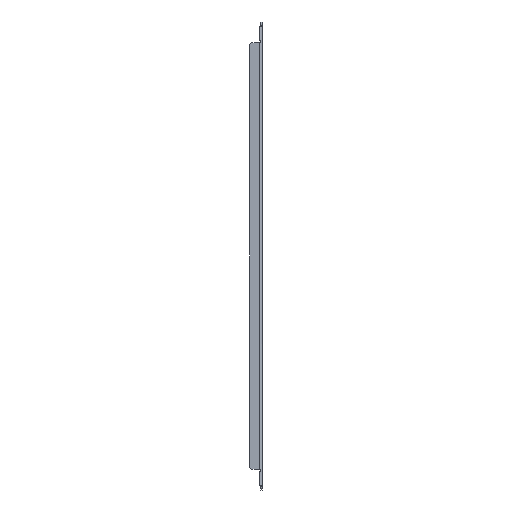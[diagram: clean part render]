
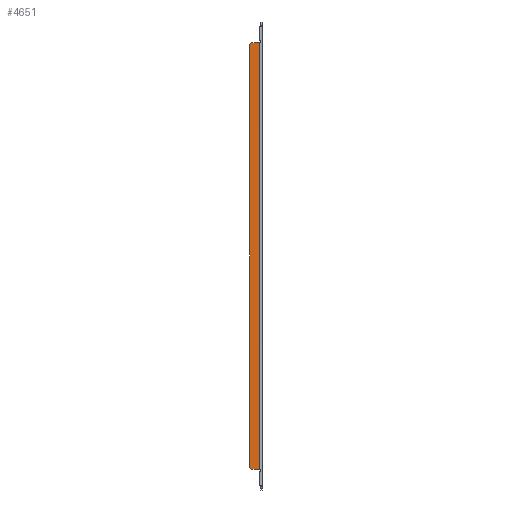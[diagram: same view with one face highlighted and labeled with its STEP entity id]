
A CAD part, left-side view. The second image highlights one B-rep face of the part: STEP entity #4651.
In plain terms, the highlighted planar face has unit normal (-1, 0, 0).
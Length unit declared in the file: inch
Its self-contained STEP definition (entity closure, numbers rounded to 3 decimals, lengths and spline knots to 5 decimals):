
#52 = EDGE_CURVE ( 'NONE', #919, #1840, #4711, .T. ) ;
#63 = AXIS2_PLACEMENT_3D ( 'NONE', #4141, #840, #3817 ) ;
#198 = DIRECTION ( 'NONE',  ( 0., 0., -1. ) ) ;
#206 = CARTESIAN_POINT ( 'NONE',  ( -7.085, 0.75, -14.085 ) ) ;
#442 = CARTESIAN_POINT ( 'NONE',  ( -7.085, 0.75, -12.725 ) ) ;
#498 = VERTEX_POINT ( 'NONE', #999 ) ;
#639 = CARTESIAN_POINT ( 'NONE',  ( -7.085, 0.75, 12.725 ) ) ;
#649 = EDGE_CURVE ( 'NONE', #3794, #3516, #3345, .T. ) ;
#665 = CARTESIAN_POINT ( 'NONE',  ( -7.085, 0.625, 12.85 ) ) ;
#685 = ORIENTED_EDGE ( 'NONE', *, *, #4769, .T. ) ;
#713 = DIRECTION ( 'NONE',  ( 1., 0., 0. ) ) ;
#717 = LINE ( 'NONE', #442, #2201 ) ;
#811 = VERTEX_POINT ( 'NONE', #2460 ) ;
#840 = DIRECTION ( 'NONE',  ( 1., 0., 0. ) ) ;
#860 = FACE_OUTER_BOUND ( 'NONE', #4393, .T. ) ;
#919 = VERTEX_POINT ( 'NONE', #665 ) ;
#999 = CARTESIAN_POINT ( 'NONE',  ( -7.085, 0.625, -12.85 ) ) ;
#1012 = VECTOR ( 'NONE', #4633, 39.37008 ) ;
#1050 = ORIENTED_EDGE ( 'NONE', *, *, #3696, .T. ) ;
#1133 = AXIS2_PLACEMENT_3D ( 'NONE', #1207, #2262, #3410 ) ;
#1207 = CARTESIAN_POINT ( 'NONE',  ( -7.085, 0.171, 12.9125 ) ) ;
#1476 = ORIENTED_EDGE ( 'NONE', *, *, #3285, .F. ) ;
#1531 = CARTESIAN_POINT ( 'NONE',  ( -7.085, 0.143, -12.85662 ) ) ;
#1702 = DIRECTION ( 'NONE',  ( 0., 0., -1. ) ) ;
#1840 = VERTEX_POINT ( 'NONE', #3526 ) ;
#1894 = ORIENTED_EDGE ( 'NONE', *, *, #2344, .F. ) ;
#1906 = VECTOR ( 'NONE', #198, 39.37008 ) ;
#1929 = VERTEX_POINT ( 'NONE', #4401 ) ;
#2022 = LINE ( 'NONE', #206, #2399 ) ;
#2027 = EDGE_CURVE ( 'NONE', #1929, #498, #3553, .T. ) ;
#2116 = DIRECTION ( 'NONE',  ( 0., 1., 0. ) ) ;
#2181 = ORIENTED_EDGE ( 'NONE', *, *, #3001, .T. ) ;
#2201 = VECTOR ( 'NONE', #4458, 39.37008 ) ;
#2262 = DIRECTION ( 'NONE',  ( 1., 0., 0. ) ) ;
#2268 = CIRCLE ( 'NONE', #1133, 0.0625 ) ;
#2344 = EDGE_CURVE ( 'NONE', #498, #811, #717, .T. ) ;
#2399 = VECTOR ( 'NONE', #1702, 39.37008 ) ;
#2460 = CARTESIAN_POINT ( 'NONE',  ( -7.085, 0.75, -12.725 ) ) ;
#2617 = ORIENTED_EDGE ( 'NONE', *, *, #52, .F. ) ;
#2711 = CARTESIAN_POINT ( 'NONE',  ( -7.085, 0.171, 12.85 ) ) ;
#2854 = CARTESIAN_POINT ( 'NONE',  ( -7.085, 0.75, -12.85 ) ) ;
#2866 = VECTOR ( 'NONE', #2950, 39.37008 ) ;
#2918 = PLANE ( 'NONE',  #4166 ) ;
#2950 = DIRECTION ( 'NONE',  ( 0., -0.707, 0.707 ) ) ;
#3001 = EDGE_CURVE ( 'NONE', #1929, #3516, #4109, .T. ) ;
#3089 = CARTESIAN_POINT ( 'NONE',  ( -7.085, 0.143, 13.888 ) ) ;
#3224 = VERTEX_POINT ( 'NONE', #639 ) ;
#3281 = DIRECTION ( 'NONE',  ( 0., 1., 0. ) ) ;
#3285 = EDGE_CURVE ( 'NONE', #3224, #919, #4111, .T. ) ;
#3345 = LINE ( 'NONE', #3089, #1906 ) ;
#3363 = ORIENTED_EDGE ( 'NONE', *, *, #649, .F. ) ;
#3410 = DIRECTION ( 'NONE',  ( 0., 1., 0. ) ) ;
#3516 = VERTEX_POINT ( 'NONE', #1531 ) ;
#3526 = CARTESIAN_POINT ( 'NONE',  ( -7.085, 0.171, 12.85 ) ) ;
#3553 = LINE ( 'NONE', #2854, #4422 ) ;
#3696 = EDGE_CURVE ( 'NONE', #3224, #811, #2022, .T. ) ;
#3715 = CARTESIAN_POINT ( 'NONE',  ( -7.085, 0.625, 12.85 ) ) ;
#3726 = ORIENTED_EDGE ( 'NONE', *, *, #2027, .F. ) ;
#3794 = VERTEX_POINT ( 'NONE', #4343 ) ;
#3817 = DIRECTION ( 'NONE',  ( 0., 1., 0. ) ) ;
#4109 = CIRCLE ( 'NONE', #63, 0.0625 ) ;
#4111 = LINE ( 'NONE', #3715, #2866 ) ;
#4141 = CARTESIAN_POINT ( 'NONE',  ( -7.085, 0.171, -12.9125 ) ) ;
#4166 = AXIS2_PLACEMENT_3D ( 'NONE', #4364, #713, #3281 ) ;
#4343 = CARTESIAN_POINT ( 'NONE',  ( -7.085, 0.143, 12.85662 ) ) ;
#4364 = CARTESIAN_POINT ( 'NONE',  ( -7.085, 0.75, 14.085 ) ) ;
#4393 = EDGE_LOOP ( 'NONE', ( #685, #2617, #1476, #1050, #1894, #3726, #2181, #3363 ) ) ;
#4401 = CARTESIAN_POINT ( 'NONE',  ( -7.085, 0.171, -12.85 ) ) ;
#4422 = VECTOR ( 'NONE', #2116, 39.37008 ) ;
#4458 = DIRECTION ( 'NONE',  ( 0., 0.707, 0.707 ) ) ;
#4633 = DIRECTION ( 'NONE',  ( 0., -1., 0. ) ) ;
#4651 = ADVANCED_FACE ( 'NONE', ( #860 ), #2918, .F. ) ;
#4711 = LINE ( 'NONE', #2711, #1012 ) ;
#4769 = EDGE_CURVE ( 'NONE', #3794, #1840, #2268, .T. ) ;
